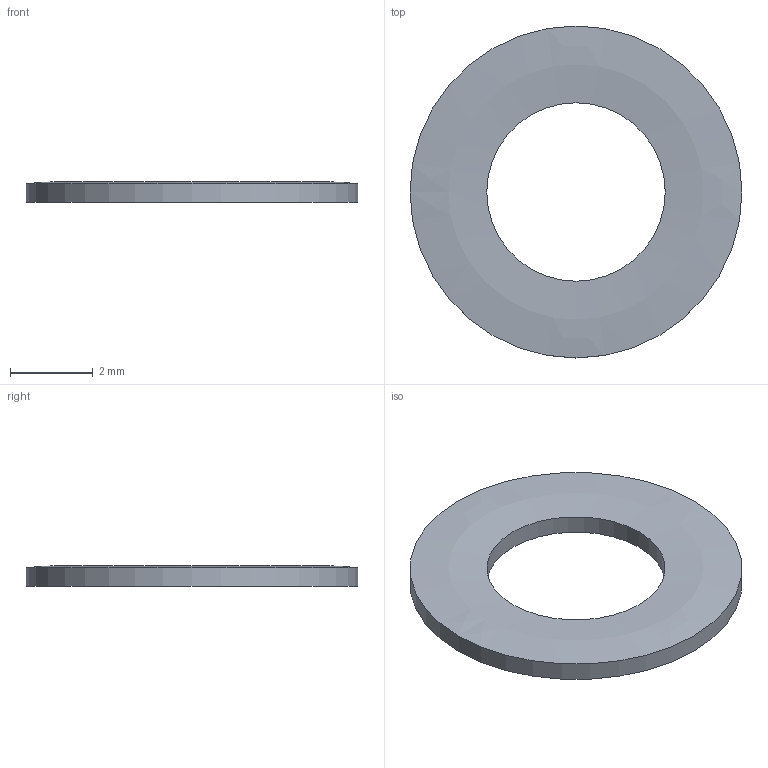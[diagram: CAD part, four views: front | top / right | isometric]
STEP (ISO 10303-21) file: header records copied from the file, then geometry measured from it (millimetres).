
FILE_DESCRIPTION(/* description */ (''),/* implementation_level */ '2;1');
FILE_NAME(/* name */ '98689A113_General Purpose 18-8 Stainless Steel Washer_ipt_c1e771fa.STEP',/* time_stamp */ '2024-05-28T15:40:54+01:00',/* author */ ('rlndo'),/* organization */ (''),/* preprocessor_version */ 'ST-DEVELOPER v16.13',/* originating_system */ 'Autodesk Inventor 2018',/* authorisation */ '');
FILE_SCHEMA (('AUTOMOTIVE_DESIGN { 1 0 10303 214 3 1 1 }'));
Length unit declared in the file: millimetre
Products named in the file (1): 98689A113_General Purpose 18-8 Stainless Steel Washer
Bounding box: 8 x 8 x 0.5 mm (x, y, z)
Volume: 17.3 mm3; surface area: 89 mm2
Topology: 1 solids, 1 shells, 4 faces, 7 edges, 4 vertices
Faces by surface type: cylinder 2, bspline 1, plane 1
Full cylindrical faces by diameter (mm): 4.3 x1, 8 x1
Entity records: 160 total; most frequent: CARTESIAN_POINT 42, DIRECTION 16, ORIENTED_EDGE 10, AXIS2_PLACEMENT_3D 8, EDGE_LOOP 7, EDGE_CURVE 5, FACE_OUTER_BOUND 4, CIRCLE 4
